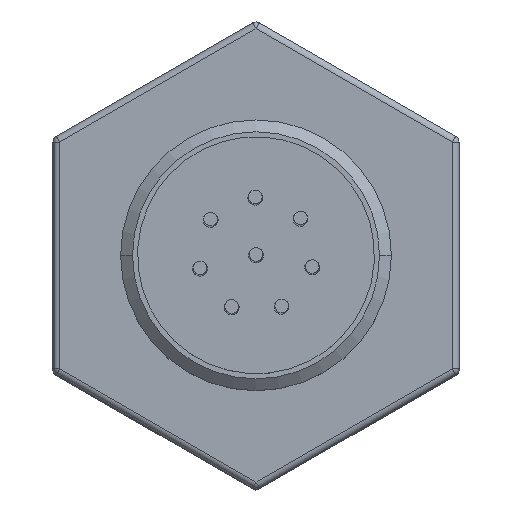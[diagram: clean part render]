
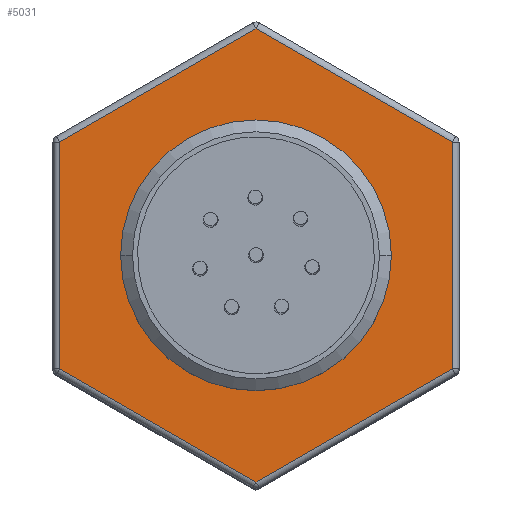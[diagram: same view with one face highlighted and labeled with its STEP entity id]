
A CAD part, top view. The second image highlights one B-rep face of the part: STEP entity #5031.
In plain terms, the highlighted planar face has unit normal (0, 0, 1).
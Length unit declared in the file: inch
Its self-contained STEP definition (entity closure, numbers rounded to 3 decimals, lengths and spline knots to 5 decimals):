
#444 = AXIS2_PLACEMENT_3D ( 'NONE', #10788, #10793, #10794 ) ;
#584 = EDGE_LOOP ( 'NONE', ( #7610, #7614, #7522, #7520, #7518, #7517 ) ) ;
#1736 = EDGE_LOOP ( 'NONE', ( #7515, #7512 ) ) ;
#2194 = AXIS2_PLACEMENT_3D ( 'NONE', #6145, #6146, #6147 ) ;
#2488 = VECTOR ( 'NONE', #4179, 39.37008 ) ;
#2491 = LINE ( 'NONE', #4178, #2488 ) ;
#2495 = VECTOR ( 'NONE', #4159, 39.37008 ) ;
#2502 = LINE ( 'NONE', #4167, #2495 ) ;
#2529 = VECTOR ( 'NONE', #4112, 39.37008 ) ;
#2533 = LINE ( 'NONE', #4106, #2529 ) ;
#2536 = VECTOR ( 'NONE', #4097, 39.37008 ) ;
#2542 = LINE ( 'NONE', #4100, #2536 ) ;
#2548 = VECTOR ( 'NONE', #4070, 39.37008 ) ;
#2550 = LINE ( 'NONE', #4075, #2548 ) ;
#2800 = VECTOR ( 'NONE', #3412, 39.37008 ) ;
#2805 = LINE ( 'NONE', #3408, #2800 ) ;
#3371 = CIRCLE ( 'NONE', #2194, 0.48088 ) ;
#3408 = CARTESIAN_POINT ( 'NONE',  ( 0.725, 0.43301, 2.097 ) ) ;
#3412 = DIRECTION ( 'NONE',  ( 0., 1., 0. ) ) ;
#3919 = CIRCLE ( 'NONE', #9476, 0.48088 ) ;
#4070 = DIRECTION ( 'NONE',  ( 0., -1., 0. ) ) ;
#4075 = CARTESIAN_POINT ( 'NONE',  ( -0.725, -0.43301, 2.097 ) ) ;
#4097 = DIRECTION ( 'NONE',  ( 0.866, -0.5, 0. ) ) ;
#4100 = CARTESIAN_POINT ( 'NONE',  ( 0.0125, -0.84437, 2.097 ) ) ;
#4106 = CARTESIAN_POINT ( 'NONE',  ( -0.7375, 0.41136, 2.097 ) ) ;
#4112 = DIRECTION ( 'NONE',  ( -0.866, -0.5, 0. ) ) ;
#4159 = DIRECTION ( 'NONE',  ( 0.866, 0.5, 0. ) ) ;
#4167 = CARTESIAN_POINT ( 'NONE',  ( 0.7375, -0.41136, 2.097 ) ) ;
#4178 = CARTESIAN_POINT ( 'NONE',  ( -0.0125, 0.84437, 2.097 ) ) ;
#4179 = DIRECTION ( 'NONE',  ( -0.866, 0.5, 0. ) ) ;
#4250 = CARTESIAN_POINT ( 'NONE',  ( -0.725, 0.41858, 2.097 ) ) ;
#4252 = CARTESIAN_POINT ( 'NONE',  ( 0., -0.83716, 2.097 ) ) ;
#4257 = CARTESIAN_POINT ( 'NONE',  ( -0.725, -0.41858, 2.097 ) ) ;
#4264 = CARTESIAN_POINT ( 'NONE',  ( 0., 0.83716, 2.097 ) ) ;
#4271 = CARTESIAN_POINT ( 'NONE',  ( 0.725, -0.41858, 2.097 ) ) ;
#4277 = CARTESIAN_POINT ( 'NONE',  ( 0.725, 0.41858, 2.097 ) ) ;
#4415 = CARTESIAN_POINT ( 'NONE',  ( 0., 0., 2.097 ) ) ;
#4416 = DIRECTION ( 'NONE',  ( 0., 0., 1. ) ) ;
#4417 = DIRECTION ( 'NONE',  ( 1., 0., 0. ) ) ;
#4735 = CARTESIAN_POINT ( 'NONE',  ( 0.48088, 0., 2.097 ) ) ;
#4740 = CARTESIAN_POINT ( 'NONE',  ( -0.48088, 0., 2.097 ) ) ;
#5031 = ADVANCED_FACE ( 'NONE', ( #11691, #11683 ), #10786, .T. ) ;
#6145 = CARTESIAN_POINT ( 'NONE',  ( 0., 0., 2.097 ) ) ;
#6146 = DIRECTION ( 'NONE',  ( 0., 0., 1. ) ) ;
#6147 = DIRECTION ( 'NONE',  ( 1., 0., 0. ) ) ;
#7037 = EDGE_CURVE ( 'NONE', #8377, #8387, #3919, .T. ) ;
#7512 = ORIENTED_EDGE ( 'NONE', *, *, #10192, .F. ) ;
#7515 = ORIENTED_EDGE ( 'NONE', *, *, #7037, .F. ) ;
#7517 = ORIENTED_EDGE ( 'NONE', *, *, #11513, .T. ) ;
#7518 = ORIENTED_EDGE ( 'NONE', *, *, #10444, .T. ) ;
#7520 = ORIENTED_EDGE ( 'NONE', *, *, #11509, .T. ) ;
#7522 = ORIENTED_EDGE ( 'NONE', *, *, #11482, .T. ) ;
#7610 = ORIENTED_EDGE ( 'NONE', *, *, #11486, .T. ) ;
#7614 = ORIENTED_EDGE ( 'NONE', *, *, #11473, .T. ) ;
#8377 = VERTEX_POINT ( 'NONE', #4735 ) ;
#8387 = VERTEX_POINT ( 'NONE', #4740 ) ;
#9476 = AXIS2_PLACEMENT_3D ( 'NONE', #4415, #4416, #4417 ) ;
#10192 = EDGE_CURVE ( 'NONE', #8387, #8377, #3371, .T. ) ;
#10444 = EDGE_CURVE ( 'NONE', #12366, #12372, #2805, .T. ) ;
#10786 = PLANE ( 'NONE',  #444 ) ;
#10788 = CARTESIAN_POINT ( 'NONE',  ( -0.75, 1.29904, 2.097 ) ) ;
#10793 = DIRECTION ( 'NONE',  ( 0., 0., 1. ) ) ;
#10794 = DIRECTION ( 'NONE',  ( 1., 0., 0. ) ) ;
#11473 = EDGE_CURVE ( 'NONE', #12345, #12352, #2550, .T. ) ;
#11482 = EDGE_CURVE ( 'NONE', #12352, #12347, #2542, .T. ) ;
#11486 = EDGE_CURVE ( 'NONE', #12359, #12345, #2533, .T. ) ;
#11509 = EDGE_CURVE ( 'NONE', #12347, #12366, #2502, .T. ) ;
#11513 = EDGE_CURVE ( 'NONE', #12372, #12359, #2491, .T. ) ;
#11683 = FACE_BOUND ( 'NONE', #1736, .T. ) ;
#11691 = FACE_OUTER_BOUND ( 'NONE', #584, .T. ) ;
#12345 = VERTEX_POINT ( 'NONE', #4250 ) ;
#12347 = VERTEX_POINT ( 'NONE', #4252 ) ;
#12352 = VERTEX_POINT ( 'NONE', #4257 ) ;
#12359 = VERTEX_POINT ( 'NONE', #4264 ) ;
#12366 = VERTEX_POINT ( 'NONE', #4271 ) ;
#12372 = VERTEX_POINT ( 'NONE', #4277 ) ;
